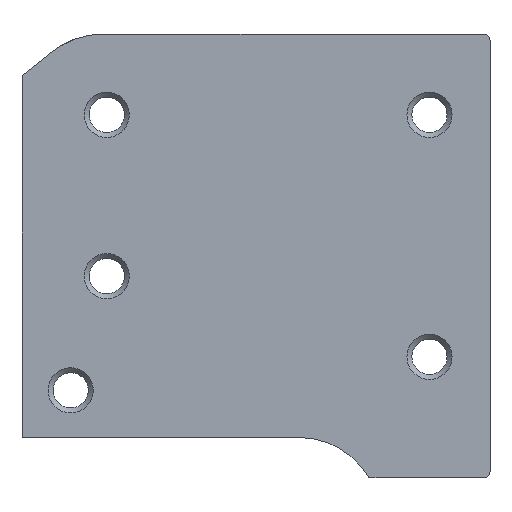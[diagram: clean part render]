
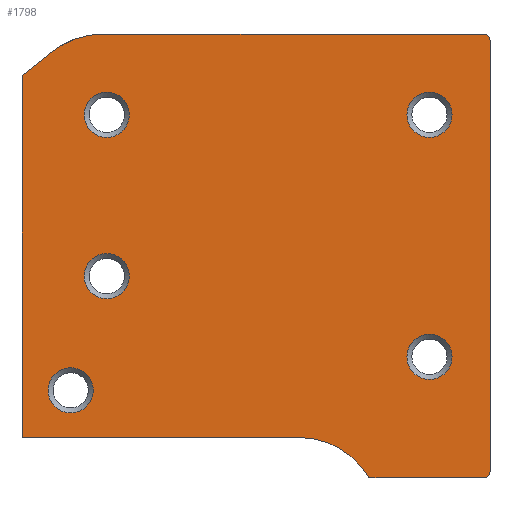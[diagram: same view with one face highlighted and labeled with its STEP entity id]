
A CAD part, front view. The second image highlights one B-rep face of the part: STEP entity #1798.
In plain terms, the highlighted planar face has unit normal (0, -1, 0).
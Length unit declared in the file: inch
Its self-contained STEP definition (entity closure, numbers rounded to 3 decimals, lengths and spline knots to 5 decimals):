
#27=FACE_BOUND('',#341,.T.);
#28=FACE_BOUND('',#342,.T.);
#29=FACE_BOUND('',#343,.T.);
#30=FACE_BOUND('',#344,.T.);
#31=FACE_BOUND('',#345,.T.);
#89=CIRCLE('',#1909,0.07);
#92=CIRCLE('',#1914,0.07);
#95=CIRCLE('',#1919,0.07);
#98=CIRCLE('',#1924,0.07);
#101=CIRCLE('',#1929,0.07);
#102=CIRCLE('',#1931,0.25);
#108=CIRCLE('',#1946,0.02);
#110=CIRCLE('',#1951,0.02);
#113=CIRCLE('',#1957,0.25);
#238=FACE_OUTER_BOUND('',#340,.T.);
#340=EDGE_LOOP('',(#1509,#1510,#1511,#1512,#1513,#1514,#1515,#1516,#1517,
#1518));
#341=EDGE_LOOP('',(#1519));
#342=EDGE_LOOP('',(#1520));
#343=EDGE_LOOP('',(#1521));
#344=EDGE_LOOP('',(#1522));
#345=EDGE_LOOP('',(#1523));
#392=LINE('',#2561,#566);
#444=LINE('',#2756,#618);
#492=LINE('',#2920,#666);
#506=LINE('',#2957,#680);
#507=LINE('',#2960,#681);
#508=LINE('',#2961,#682);
#566=VECTOR('',#2029,0.3937);
#618=VECTOR('',#2181,0.3937);
#666=VECTOR('',#2341,0.3937);
#680=VECTOR('',#2379,0.3937);
#681=VECTOR('',#2382,0.3937);
#682=VECTOR('',#2383,0.3937);
#734=VERTEX_POINT('',#2547);
#740=VERTEX_POINT('',#2559);
#793=VERTEX_POINT('',#2752);
#795=VERTEX_POINT('',#2755);
#808=VERTEX_POINT('',#2813);
#811=VERTEX_POINT('',#2823);
#814=VERTEX_POINT('',#2833);
#817=VERTEX_POINT('',#2843);
#820=VERTEX_POINT('',#2853);
#821=VERTEX_POINT('',#2857);
#839=VERTEX_POINT('',#2909);
#841=VERTEX_POINT('',#2918);
#848=VERTEX_POINT('',#2938);
#852=VERTEX_POINT('',#2955);
#853=VERTEX_POINT('',#2959);
#911=EDGE_CURVE('',#740,#734,#392,.T.);
#990=EDGE_CURVE('',#793,#795,#444,.T.);
#1016=EDGE_CURVE('',#808,#808,#89,.T.);
#1021=EDGE_CURVE('',#811,#811,#92,.T.);
#1026=EDGE_CURVE('',#814,#814,#95,.T.);
#1031=EDGE_CURVE('',#817,#817,#98,.T.);
#1036=EDGE_CURVE('',#820,#820,#101,.T.);
#1037=EDGE_CURVE('',#795,#821,#102,.T.);
#1062=EDGE_CURVE('',#734,#839,#108,.T.);
#1068=EDGE_CURVE('',#839,#841,#492,.T.);
#1069=EDGE_CURVE('',#841,#793,#110,.T.);
#1077=EDGE_CURVE('',#848,#740,#113,.T.);
#1087=EDGE_CURVE('',#821,#852,#506,.T.);
#1088=EDGE_CURVE('',#852,#853,#507,.T.);
#1089=EDGE_CURVE('',#853,#848,#508,.T.);
#1509=ORIENTED_EDGE('',*,*,#1088,.F.);
#1510=ORIENTED_EDGE('',*,*,#1087,.F.);
#1511=ORIENTED_EDGE('',*,*,#1037,.F.);
#1512=ORIENTED_EDGE('',*,*,#990,.F.);
#1513=ORIENTED_EDGE('',*,*,#1069,.F.);
#1514=ORIENTED_EDGE('',*,*,#1068,.F.);
#1515=ORIENTED_EDGE('',*,*,#1062,.F.);
#1516=ORIENTED_EDGE('',*,*,#911,.F.);
#1517=ORIENTED_EDGE('',*,*,#1077,.F.);
#1518=ORIENTED_EDGE('',*,*,#1089,.F.);
#1519=ORIENTED_EDGE('',*,*,#1016,.T.);
#1520=ORIENTED_EDGE('',*,*,#1021,.T.);
#1521=ORIENTED_EDGE('',*,*,#1026,.T.);
#1522=ORIENTED_EDGE('',*,*,#1031,.T.);
#1523=ORIENTED_EDGE('',*,*,#1036,.T.);
#1719=PLANE('',#1962);
#1798=ADVANCED_FACE('',(#238,#27,#28,#29,#30,#31),#1719,.T.);
#1909=AXIS2_PLACEMENT_3D('',#2815,#2228,#2229);
#1914=AXIS2_PLACEMENT_3D('',#2825,#2240,#2241);
#1919=AXIS2_PLACEMENT_3D('',#2835,#2252,#2253);
#1924=AXIS2_PLACEMENT_3D('',#2845,#2264,#2265);
#1929=AXIS2_PLACEMENT_3D('',#2855,#2276,#2277);
#1931=AXIS2_PLACEMENT_3D('',#2858,#2280,#2281);
#1946=AXIS2_PLACEMENT_3D('',#2910,#2329,#2330);
#1951=AXIS2_PLACEMENT_3D('',#2922,#2344,#2345);
#1957=AXIS2_PLACEMENT_3D('',#2940,#2361,#2362);
#1962=AXIS2_PLACEMENT_3D('',#2958,#2380,#2381);
#2029=DIRECTION('',(1.,0.,0.));
#2181=DIRECTION('',(-1.,0.,0.));
#2228=DIRECTION('center_axis',(0.,1.,0.));
#2229=DIRECTION('ref_axis',(0.,0.,-1.));
#2240=DIRECTION('center_axis',(0.,1.,0.));
#2241=DIRECTION('ref_axis',(0.,0.,-1.));
#2252=DIRECTION('center_axis',(0.,1.,0.));
#2253=DIRECTION('ref_axis',(0.,0.,-1.));
#2264=DIRECTION('center_axis',(0.,1.,0.));
#2265=DIRECTION('ref_axis',(0.,0.,-1.));
#2276=DIRECTION('center_axis',(0.,1.,0.));
#2277=DIRECTION('ref_axis',(0.,0.,-1.));
#2280=DIRECTION('center_axis',(0.,-1.,0.));
#2281=DIRECTION('ref_axis',(0.866,0.,0.5));
#2329=DIRECTION('center_axis',(0.,1.,0.));
#2330=DIRECTION('ref_axis',(0.707,0.,0.707));
#2341=DIRECTION('',(0.,0.,-1.));
#2344=DIRECTION('center_axis',(0.,1.,0.));
#2345=DIRECTION('ref_axis',(0.707,0.,-0.707));
#2361=DIRECTION('center_axis',(0.,1.,0.));
#2362=DIRECTION('ref_axis',(-0.707,0.,0.707));
#2379=DIRECTION('',(-1.,0.,0.));
#2380=DIRECTION('center_axis',(0.,-1.,0.));
#2381=DIRECTION('ref_axis',(-1.,0.,0.));
#2382=DIRECTION('',(0.,0.,1.));
#2383=DIRECTION('',(0.786,0.,0.618));
#2547=CARTESIAN_POINT('',(0.68,0.06695,2.64811));
#2559=CARTESIAN_POINT('',(-0.5,0.06695,2.64811));
#2561=CARTESIAN_POINT('',(-0.75,0.06695,2.64811));
#2752=CARTESIAN_POINT('',(0.68,0.06695,1.27311));
#2755=CARTESIAN_POINT('',(0.325,0.06695,1.27311));
#2756=CARTESIAN_POINT('',(0.325,0.06695,1.27311));
#2813=CARTESIAN_POINT('',(0.5125,0.06695,2.46811));
#2815=CARTESIAN_POINT('Origin',(0.5125,0.06695,2.39811));
#2823=CARTESIAN_POINT('',(-0.59921,0.06695,1.61433));
#2825=CARTESIAN_POINT('Origin',(-0.59921,0.06695,1.54433));
#2833=CARTESIAN_POINT('',(-0.4875,0.06695,2.46811));
#2835=CARTESIAN_POINT('Origin',(-0.4875,0.06695,2.39811));
#2843=CARTESIAN_POINT('',(-0.4875,0.06695,1.96811));
#2845=CARTESIAN_POINT('Origin',(-0.4875,0.06695,1.89811));
#2853=CARTESIAN_POINT('',(0.5125,0.06695,1.71811));
#2855=CARTESIAN_POINT('Origin',(0.5125,0.06695,1.64811));
#2857=CARTESIAN_POINT('',(0.10849,0.06695,1.39811));
#2858=CARTESIAN_POINT('Origin',(0.10849,0.06695,1.14811));
#2909=CARTESIAN_POINT('',(0.7,0.06695,2.62811));
#2910=CARTESIAN_POINT('Origin',(0.68,0.06695,2.62811));
#2918=CARTESIAN_POINT('',(0.7,0.06695,1.29311));
#2920=CARTESIAN_POINT('',(0.7,0.06695,2.64811));
#2922=CARTESIAN_POINT('Origin',(0.68,0.06695,1.29311));
#2938=CARTESIAN_POINT('',(-0.65446,0.06695,2.59469));
#2940=CARTESIAN_POINT('Origin',(-0.5,0.06695,2.39811));
#2955=CARTESIAN_POINT('',(-0.75,0.06695,1.39811));
#2957=CARTESIAN_POINT('',(-0.75,0.06695,1.39811));
#2958=CARTESIAN_POINT('Origin',(0.7,0.06695,2.64811));
#2959=CARTESIAN_POINT('',(-0.75,0.06695,2.51962));
#2960=CARTESIAN_POINT('',(-0.75,0.06695,2.30436));
#2961=CARTESIAN_POINT('',(-2.05,0.06695,1.49811));
